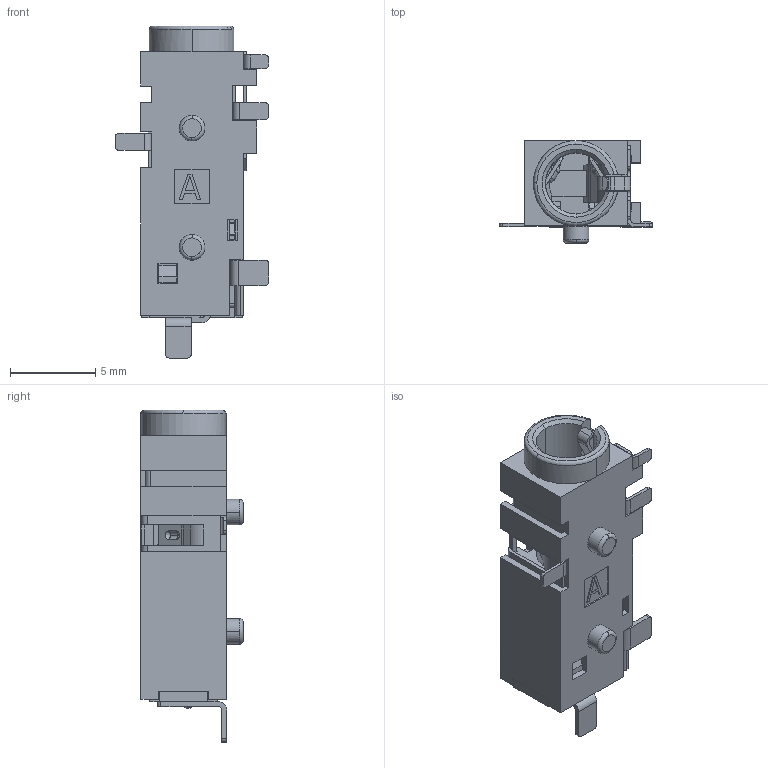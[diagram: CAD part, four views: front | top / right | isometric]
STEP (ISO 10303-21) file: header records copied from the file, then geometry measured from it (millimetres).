
FILE_DESCRIPTION (( 'STEP AP214' ), '1' );
FILE_NAME ('CUI_DEVICES_SJ-43515TS-SMT-TR.step', '2023-05-03T20:26:07', ( '' ), ( '' ), 'SwSTEP 2.0', 'SolidWorks 2023', '' );
FILE_SCHEMA (( 'AUTOMOTIVE_DESIGN' ));
Length unit declared in the file: millimetre
Products named in the file (1): CUI_DEVICES_SJ-43515TS-SMT-TR
Bounding box: 9 x 6 x 19.5 mm (x, y, z)
Volume: 305.1 mm3; surface area: 1103.5 mm2
Topology: 2 solids, 2 shells, 552 faces, 1674 edges, 1100 vertices
Faces by surface type: plane 389, cylinder 143, bspline 11, torus 6, cone 3
Entity records: 19369 total; most frequent: CARTESIAN_POINT 4188, ORIENTED_EDGE 3322, DIRECTION 3018, EDGE_CURVE 1661, LINE 1250, VECTOR 1250, VERTEX_POINT 1100, AXIS2_PLACEMENT_3D 884
